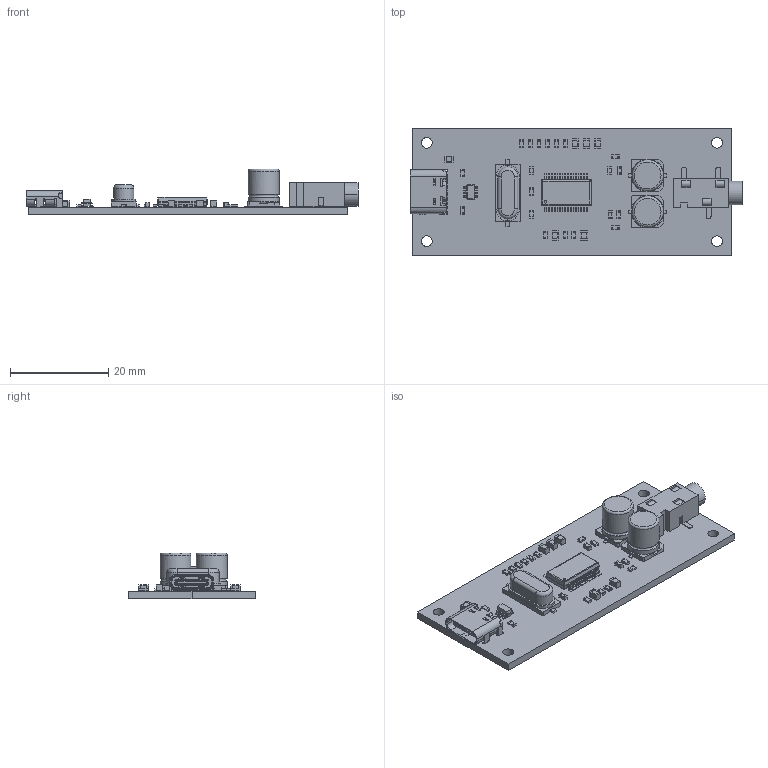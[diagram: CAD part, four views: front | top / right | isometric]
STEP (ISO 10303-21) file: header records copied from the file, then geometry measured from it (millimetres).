
FILE_DESCRIPTION(('KiCad electronic assembly'),'2;1');
FILE_NAME('PMC270_DAC.step','2025-02-20T20:19:52',('Pcbnew'),('Kicad'), 'Open CASCADE STEP processor 7.8','KiCad to STEP converter','Unknown' );
FILE_SCHEMA(('AUTOMOTIVE_DESIGN { 1 0 10303 214 1 1 1 1 }'));
Length unit declared in the file: millimetre
Products named in the file (20): PMC270_DAC 1; R_0603_1608Metric; C_0805_2012Metric; C_Elec_6.3x7.7; C_Elec_63x77; C_0603_1608Metric; PCM2704CDBR--3DModel-STEP-269445; SN65C3243DBR; SOT-23-6; SOT_23_6; FOXSDLF_120-20; FOXSDLF_160-20; PJ-320B--3DModel-STEP-56544; PJ-320B; USB4105GFA120; PMC270_DAC_PCB
Assembly tree (43 placements, depth 3):
  PMC270_DAC 1
    R_0603_1608Metric  x16
      R_0603_1608Metric
    C_0805_2012Metric  x6
      C_0805_2012Metric
    C_Elec_6.3x7.7  x2
      C_Elec_63x77
    C_0603_1608Metric  x4
      C_0603_1608Metric
    PCM2704CDBR--3DModel-STEP-269445
      SN65C3243DBR
    SOT-23-6
      SOT_23_6
    FOXSDLF_120-20
      FOXSDLF_160-20
    PJ-320B--3DModel-STEP-56544
      PJ-320B
    USB4105GFA120
      USB4105GFA120
    PMC270_DAC_PCB
Bounding box: 67.5 x 26 x 9.35 mm (x, y, z)
Volume: 3866 mm3; surface area: 6140.5 mm2
Topology: 117 solids, 117 shells, 2419 faces, 6201 edges, 4030 vertices
Faces by surface type: plane 1660, cylinder 669, bspline 40, cone 30, torus 10, sphere 8, revolution 2
Full cylindrical faces by diameter (mm): 0.02 x2, 0.65 x2, 1.2 x2, 2.2 x4, 6.3 x4
Entity records: 55889 total; most frequent: CARTESIAN_POINT 10234, ORIENTED_EDGE 8998, DIRECTION 8851, EDGE_CURVE 4499, LINE 3480, VECTOR 3480, VERTEX_POINT 2924, AXIS2_PLACEMENT_3D 2685
